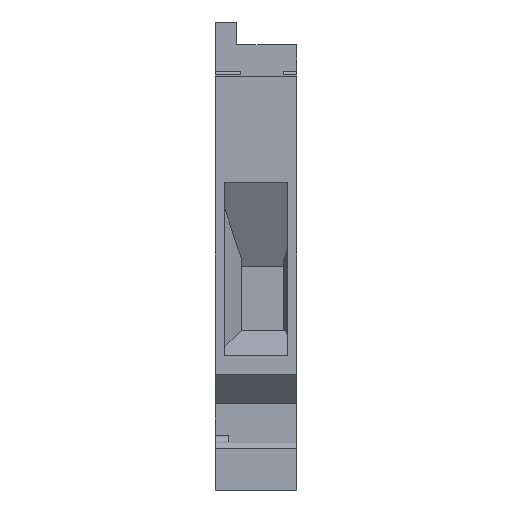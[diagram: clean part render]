
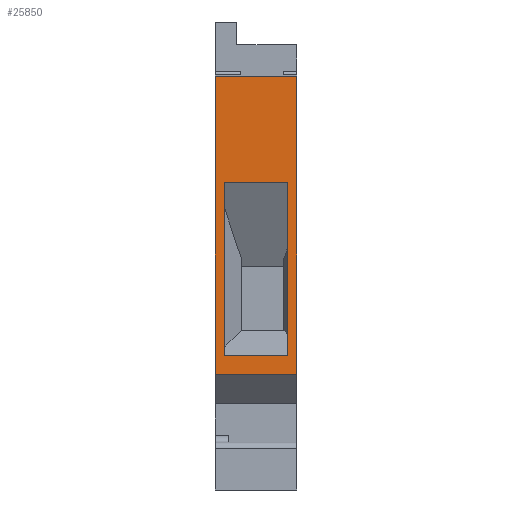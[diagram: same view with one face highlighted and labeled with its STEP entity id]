
A CAD part, front view. The second image highlights one B-rep face of the part: STEP entity #25850.
In plain terms, the highlighted face is planar.
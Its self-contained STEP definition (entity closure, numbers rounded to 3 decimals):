
#610=CARTESIAN_POINT('',(-163.337,264.385,-6.1));
#620=VERTEX_POINT('',#610);
#650=CARTESIAN_POINT('',(-163.337,0.,-6.1));
#660=DIRECTION('',(0.,1.,0.));
#670=VECTOR('',#660,1.);
#680=LINE('',#650,#670);
#690=CARTESIAN_POINT('',(-163.337,241.985,-6.1));
#700=VERTEX_POINT('',#690);
#710=EDGE_CURVE('',#700,#620,#680,.T.);
#11330=CARTESIAN_POINT('',(-163.337,241.985,0.));
#11340=DIRECTION('',(0.,0.,-1.));
#11350=VECTOR('',#11340,1.);
#11360=LINE('',#11330,#11350);
#11370=CARTESIAN_POINT('',(-163.337,241.985,0.));
#11380=VERTEX_POINT('',#11370);
#11390=EDGE_CURVE('',#11380,#700,#11360,.T.);
#11660=CARTESIAN_POINT('',(-163.337,264.385,0.));
#11670=VERTEX_POINT('',#11660);
#14250=CARTESIAN_POINT('',(-163.337,0.,0.));
#14260=DIRECTION('',(0.,-1.,0.));
#14270=VECTOR('',#14260,1.);
#14280=LINE('',#14250,#14270);
#14290=EDGE_CURVE('',#11670,#11380,#14280,.T.);
#15270=CARTESIAN_POINT('',(-163.337,264.385,0.));
#15280=DIRECTION('',(0.,0.,1.));
#15290=VECTOR('',#15280,1.);
#15300=LINE('',#15270,#15290);
#15310=EDGE_CURVE('',#620,#11670,#15300,.T.);
#22460=CARTESIAN_POINT('',(-163.337,256.401,-5.4));
#22470=VERTEX_POINT('',#22460);
#22640=CARTESIAN_POINT('',(-163.337,243.38,-5.4));
#22650=VERTEX_POINT('',#22640);
#22680=CARTESIAN_POINT('',(-163.337,0.,-5.4));
#22690=DIRECTION('',(0.,-1.,0.));
#22700=VECTOR('',#22690,1.);
#22710=LINE('',#22680,#22700);
#22720=EDGE_CURVE('',#22470,#22650,#22710,.T.);
#25490=CARTESIAN_POINT('',(-163.337,255.385,0.));
#25500=DIRECTION('',(-1.,0.,0.));
#25510=DIRECTION('',(0.,1.,0.));
#25520=AXIS2_PLACEMENT_3D('',#25490,#25500,#25510);
#25530=PLANE('',#25520);
#25540=ORIENTED_EDGE('',*,*,#22720,.F.);
#25550=CARTESIAN_POINT('',(-163.337,243.38,0.));
#25560=DIRECTION('',(0.,0.,1.));
#25570=VECTOR('',#25560,1.);
#25580=LINE('',#25550,#25570);
#25590=CARTESIAN_POINT('',(-163.337,243.38,
-0.65));
#25600=VERTEX_POINT('',#25590);
#25610=EDGE_CURVE('',#22650,#25600,#25580,.T.);
#25620=ORIENTED_EDGE('',*,*,#25610,.F.);
#25630=CARTESIAN_POINT('',(-163.337,0.,-0.65));
#25640=DIRECTION('',(0.,1.,0.));
#25650=VECTOR('',#25640,1.);
#25660=LINE('',#25630,#25650);
#25670=CARTESIAN_POINT('',(-163.337,256.401,
-0.65));
#25680=VERTEX_POINT('',#25670);
#25690=EDGE_CURVE('',#25600,#25680,#25660,.T.);
#25700=ORIENTED_EDGE('',*,*,#25690,.F.);
#25710=CARTESIAN_POINT('',(-163.337,256.401,0.));
#25720=DIRECTION('',(0.,0.,-1.));
#25730=VECTOR('',#25720,1.);
#25740=LINE('',#25710,#25730);
#25750=EDGE_CURVE('',#25680,#22470,#25740,.T.);
#25760=ORIENTED_EDGE('',*,*,#25750,.F.);
#25770=EDGE_LOOP('',(#25760,#25700,#25620,#25540));
#25780=FACE_BOUND('',#25770,.T.);
#25790=ORIENTED_EDGE('',*,*,#14290,.F.);
#25800=ORIENTED_EDGE('',*,*,#11390,.F.);
#25810=ORIENTED_EDGE('',*,*,#710,.F.);
#25820=ORIENTED_EDGE('',*,*,#15310,.F.);
#25830=EDGE_LOOP('',(#25820,#25810,#25800,#25790));
#25840=FACE_OUTER_BOUND('',#25830,.T.);
#25850=ADVANCED_FACE('',(#25780,#25840),#25530,.T.);
